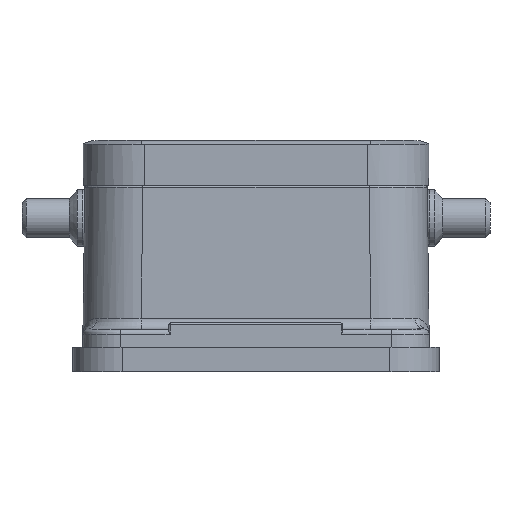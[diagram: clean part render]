
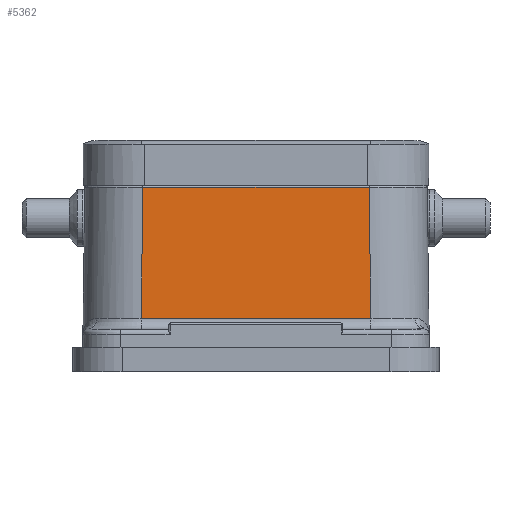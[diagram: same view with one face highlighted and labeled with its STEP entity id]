
A CAD part, front view. The second image highlights one B-rep face of the part: STEP entity #5362.
In plain terms, the highlighted planar face has unit normal (0, -1, 0.018).
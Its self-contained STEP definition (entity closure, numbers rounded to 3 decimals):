
#898=FACE_OUTER_BOUND('',#1253,.T.);
#1253=EDGE_LOOP('',(#4685,#4686,#4687,#4688));
#1598=LINE('',#10436,#2002);
#1599=LINE('',#10439,#2003);
#1619=LINE('',#10634,#2023);
#1673=LINE('',#11500,#2077);
#2002=VECTOR('',#7111,1.);
#2003=VECTOR('',#7114,1.);
#2023=VECTOR('',#7182,1.);
#2077=VECTOR('',#7406,1.);
#2386=VERTEX_POINT('',#9504);
#2488=VERTEX_POINT('',#10434);
#2489=VERTEX_POINT('',#10438);
#2509=VERTEX_POINT('',#10630);
#3166=EDGE_CURVE('',#2488,#2386,#1598,.T.);
#3167=EDGE_CURVE('',#2489,#2386,#1599,.T.);
#3202=EDGE_CURVE('',#2509,#2489,#1619,.T.);
#3321=EDGE_CURVE('',#2488,#2509,#1673,.T.);
#4685=ORIENTED_EDGE('',*,*,#3321,.T.);
#4686=ORIENTED_EDGE('',*,*,#3202,.T.);
#4687=ORIENTED_EDGE('',*,*,#3167,.T.);
#4688=ORIENTED_EDGE('',*,*,#3166,.F.);
#5073=PLANE('',#5945);
#5362=ADVANCED_FACE('',(#898),#5073,.T.);
#5945=AXIS2_PLACEMENT_3D('',#11499,#7404,#7405);
#7111=DIRECTION('',(-1.,0.,0.));
#7114=DIRECTION('',(-0.014,-0.017,-1.));
#7182=DIRECTION('',(-1.,0.,0.));
#7404=DIRECTION('center_axis',(0.,-1.,0.017));
#7405=DIRECTION('ref_axis',(0.,0.017,1.));
#7406=DIRECTION('',(-0.014,0.017,1.));
#9504=CARTESIAN_POINT('',(-14.157,-59.839,5.076));
#10434=CARTESIAN_POINT('',(14.157,-59.839,5.076));
#10436=CARTESIAN_POINT('',(-45.206,-59.839,5.076));
#10438=CARTESIAN_POINT('',(-13.931,-59.557,21.203));
#10439=CARTESIAN_POINT('',(-13.919,-59.542,22.088));
#10630=CARTESIAN_POINT('',(13.931,-59.557,21.203));
#10634=CARTESIAN_POINT('',(-13.929,-59.557,21.203));
#11499=CARTESIAN_POINT('Origin',(21.526,-59.55,21.593));
#11500=CARTESIAN_POINT('',(13.927,-59.552,21.487));
